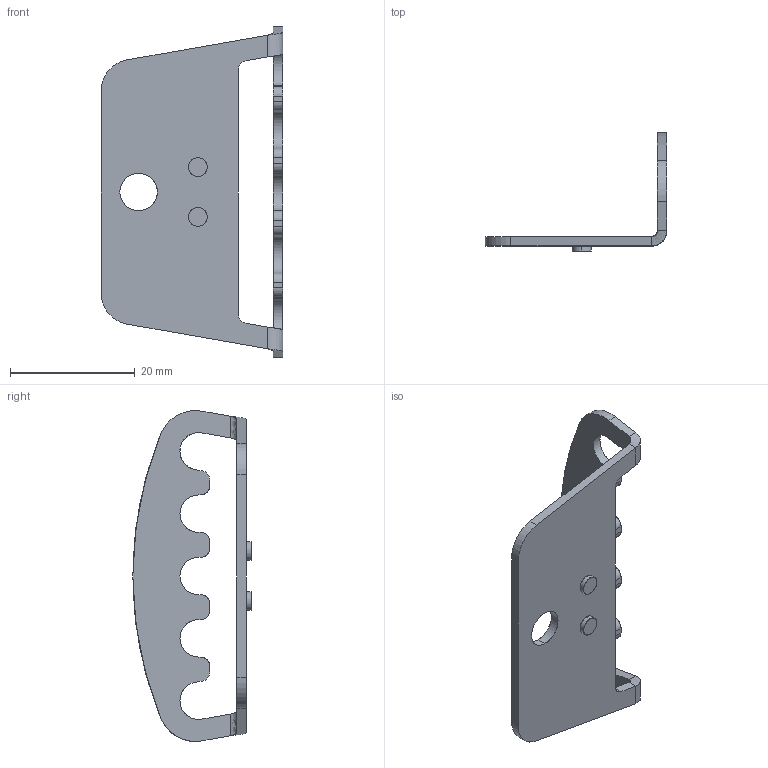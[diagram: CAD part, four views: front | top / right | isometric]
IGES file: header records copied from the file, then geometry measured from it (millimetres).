
Start section: SolidWorks IGES file using analytic representation for surfaces
Global section: file name: Winkel Kettenbefstigung C-Lux.IGS; native system: SolidWorks 2018; preprocessor: SolidWorks 2018; author: voigtma; date: 190723.105011; units: millimetre
Bounding box: 29.13 x 18.98 x 53.06 mm (x, y, z)
Surface area: 3400 mm2 (no closed solid volume)
Topology: 0 solids, 0 shells, 70 faces, 1024 edges, 1024 vertices
Faces by surface type: revolution 36, bspline 34
